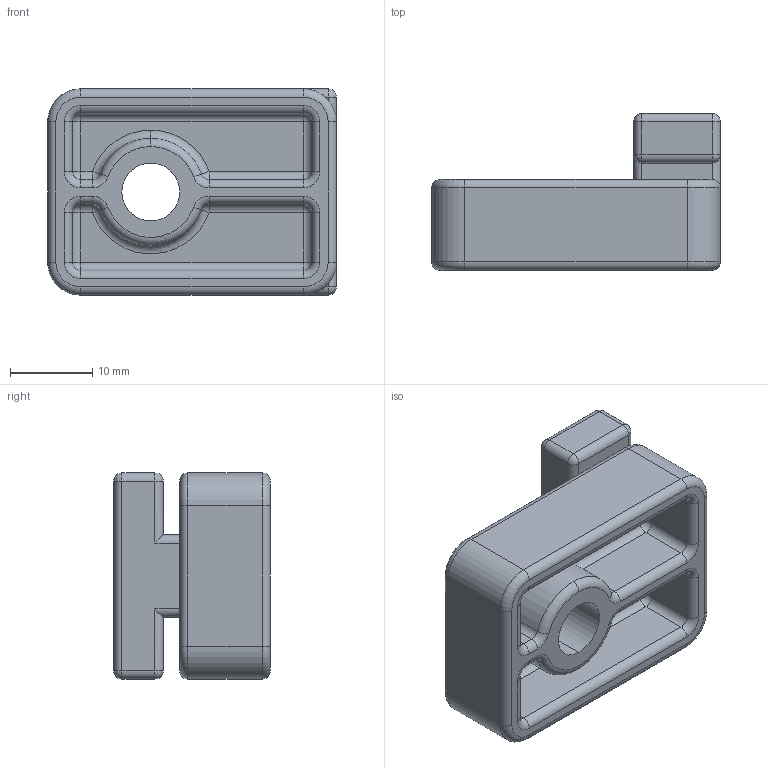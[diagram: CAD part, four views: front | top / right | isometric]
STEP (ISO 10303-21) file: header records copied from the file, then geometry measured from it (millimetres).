
FILE_DESCRIPTION (( 'STEP AP203' ), '1' );
FILE_NAME ('084.303.008.STEP', '2015-02-10T14:37:44', ( '' ), ( '' ), 'SwSTEP 2.0', 'SolidWorks 2012', '' );
FILE_SCHEMA (( 'CONFIG_CONTROL_DESIGN' ));
Length unit declared in the file: millimetre
Products named in the file (1): 084.303.008
Bounding box: 35 x 19 x 25 mm (x, y, z)
Volume: 7813.9 mm3; surface area: 4889.4 mm2
Topology: 1 solids, 1 shells, 140 faces, 322 edges, 166 vertices
Faces by surface type: cylinder 68, torus 26, plane 26, sphere 20
Entity records: 3821 total; most frequent: DIRECTION 740, CARTESIAN_POINT 627, ORIENTED_EDGE 604, AXIS2_PLACEMENT_3D 303, EDGE_CURVE 302, VERTEX_POINT 166, CIRCLE 162, EDGE_LOOP 144
